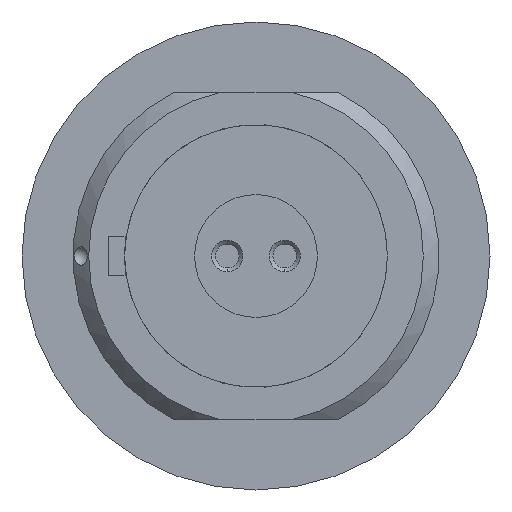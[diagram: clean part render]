
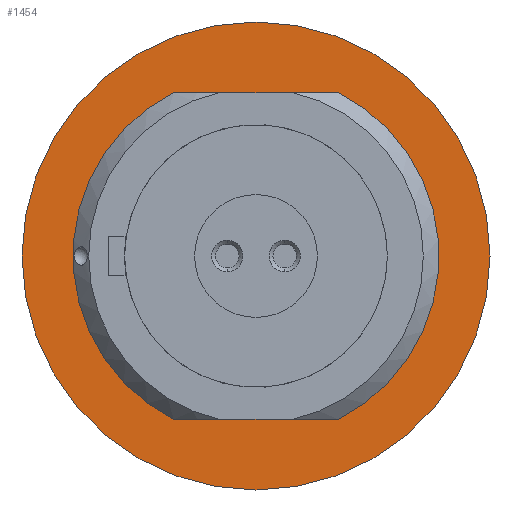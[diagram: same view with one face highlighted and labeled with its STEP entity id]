
A CAD part, left-side view. The second image highlights one B-rep face of the part: STEP entity #1454.
In plain terms, the highlighted planar face has unit normal (-1, 0, 0).
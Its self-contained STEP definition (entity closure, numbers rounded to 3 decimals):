
#223=CARTESIAN_POINT('',(-5.1,0.,0.));
#224=DIRECTION('',(-1.,0.,0.));
#225=DIRECTION('',(0.,1.,0.));
#226=AXIS2_PLACEMENT_3D('',#223,#224,#225);
#228=CARTESIAN_POINT('',(-5.1,0.,0.));
#229=DIRECTION('',(1.,0.,0.));
#230=DIRECTION('',(0.,1.,0.));
#231=AXIS2_PLACEMENT_3D('',#228,#229,#230);
#233=DIRECTION('',(0.,1.,0.));
#234=VECTOR('',#233,6.305);
#235=CARTESIAN_POINT('',(-5.1,-3.152,-6.25));
#236=LINE('',#235,#234);
#241=CARTESIAN_POINT('',(-5.1,0.,0.));
#242=DIRECTION('',(1.,0.,0.));
#243=DIRECTION('',(0.,0.45,-0.893));
#244=AXIS2_PLACEMENT_3D('',#241,#242,#243);
#250=CARTESIAN_POINT('',(-5.1,0.,0.));
#251=DIRECTION('',(1.,0.,0.));
#252=DIRECTION('',(0.,-0.45,0.893));
#253=AXIS2_PLACEMENT_3D('',#250,#251,#252);
#377=DIRECTION('',(0.,1.,0.));
#378=VECTOR('',#377,6.305);
#379=CARTESIAN_POINT('',(-5.1,-3.152,6.25));
#380=LINE('',#379,#378);
#1071=CARTESIAN_POINT('',(-5.1,-3.152,-6.25));
#1072=CARTESIAN_POINT('',(-5.1,3.152,-6.25));
#1073=VERTEX_POINT('',#1071);
#1074=VERTEX_POINT('',#1072);
#1075=CARTESIAN_POINT('',(-5.1,-3.152,6.25));
#1076=CARTESIAN_POINT('',(-5.1,3.152,6.25));
#1077=VERTEX_POINT('',#1075);
#1078=VERTEX_POINT('',#1076);
#1101=CARTESIAN_POINT('',(-5.1,8.95,0.));
#1102=CARTESIAN_POINT('',(-5.1,-8.95,0.));
#1103=VERTEX_POINT('',#1101);
#1104=VERTEX_POINT('',#1102);
#1435=CARTESIAN_POINT('',(-5.1,0.,0.));
#1436=DIRECTION('',(1.,0.,0.));
#1437=DIRECTION('',(0.,-1.,0.));
#1438=AXIS2_PLACEMENT_3D('',#1435,#1436,#1437);
#1439=PLANE('',#1438);
#1440=ORIENTED_EDGE('',*,*,#1417,.F.);
#1441=ORIENTED_EDGE('',*,*,#1402,.T.);
#1442=EDGE_LOOP('',(#1440,#1441));
#1443=FACE_OUTER_BOUND('',#1442,.F.);
#1445=ORIENTED_EDGE('',*,*,#1444,.F.);
#1447=ORIENTED_EDGE('',*,*,#1446,.F.);
#1449=ORIENTED_EDGE('',*,*,#1448,.F.);
#1451=ORIENTED_EDGE('',*,*,#1450,.T.);
#1452=EDGE_LOOP('',(#1445,#1447,#1449,#1451));
#1453=FACE_BOUND('',#1452,.F.);
#1454=ADVANCED_FACE('',(#1443,#1453),#1439,.F.);
#227=CIRCLE('',#226,8.95);
#232=CIRCLE('',#231,8.95);
#245=CIRCLE('',#244,7.);
#254=CIRCLE('',#253,7.);
#1402=EDGE_CURVE('',#1103,#1104,#232,.T.);
#1417=EDGE_CURVE('',#1103,#1104,#227,.T.);
#1444=EDGE_CURVE('',#1074,#1078,#245,.T.);
#1446=EDGE_CURVE('',#1073,#1074,#236,.T.);
#1448=EDGE_CURVE('',#1077,#1073,#254,.T.);
#1450=EDGE_CURVE('',#1077,#1078,#380,.T.);
